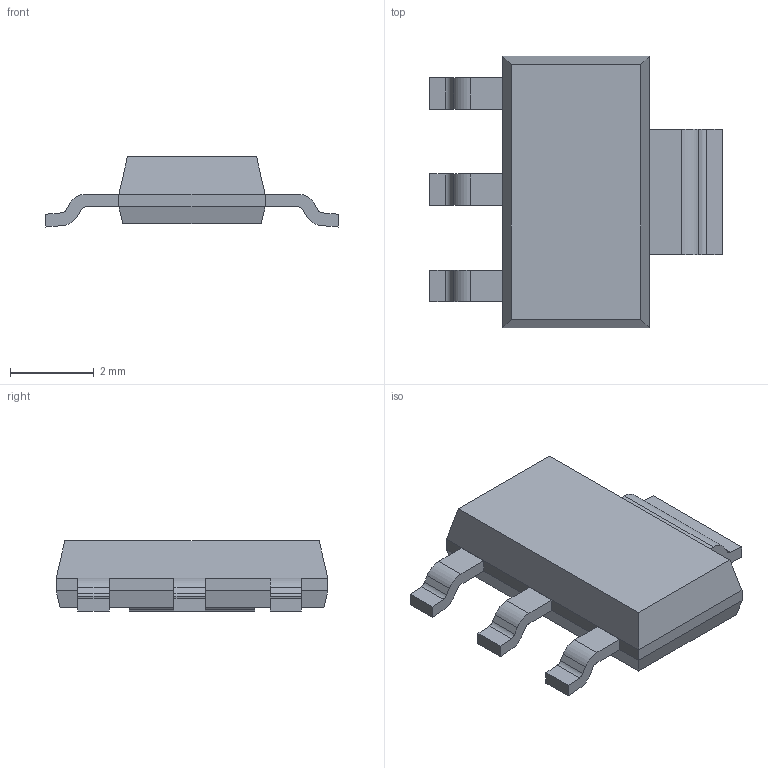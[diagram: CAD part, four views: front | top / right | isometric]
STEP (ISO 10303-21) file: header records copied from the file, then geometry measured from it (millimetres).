
FILE_DESCRIPTION((''),'2;1');
FILE_NAME('DCY0004A_ASM','2017-01-06T',('a0412025'),(''),'CREO PARAMETRIC BY PTC INC, 2016050','CREO PARAMETRIC BY PTC INC, 2016050','');
FILE_SCHEMA(('AUTOMOTIVE_DESIGN { 1 0 10303 214 1 1 1 1 }'));
Length unit declared in the file: millimetre
Products named in the file (5): BODY-SOT; LEAD-SOT; LEAD-SOT-WIDE; PIN1-ID; DCY0004A_ASM
Assembly tree (6 placements, depth 2):
  DCY0004A_ASM
    BODY-SOT
    LEAD-SOT  x3
    LEAD-SOT-WIDE
    PIN1-ID
Bounding box: 7 x 6.5 x 1.68 mm (x, y, z)
Volume: 37.4 mm3; surface area: 99.9 mm2
Topology: 5 solids, 5 shells, 70 faces, 172 edges, 112 vertices
Faces by surface type: plane 54, cylinder 16
Entity records: 1996 total; most frequent: CARTESIAN_POINT 229, DIRECTION 222, ORIENTED_EDGE 200, PRESENTATION_STYLE_ASSIGNMENT 103, STYLED_ITEM 103, CURVE_STYLE 100, EDGE_CURVE 100, VECTOR 84
